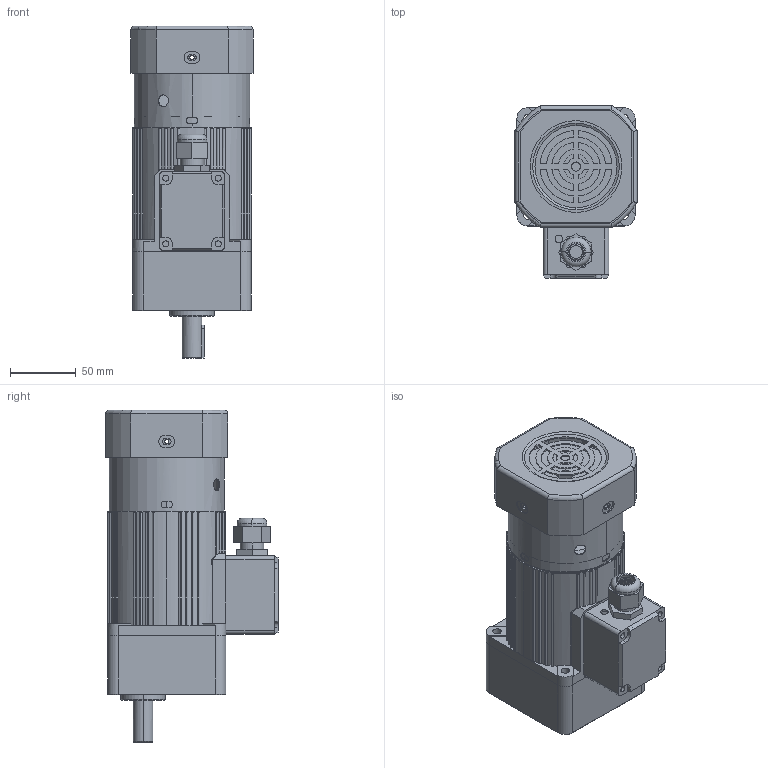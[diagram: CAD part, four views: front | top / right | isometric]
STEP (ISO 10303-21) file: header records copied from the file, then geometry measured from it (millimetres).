
FILE_DESCRIPTION (( 'STEP AP203' ), '1' );
FILE_NAME ('5IK40-60(R)-MFT+5GN3-18KB.STEP', '2020-01-09T05:51:18', ( 'Sky123.Org' ), ( 'Sky123.Org' ), 'SwSTEP 2.0', 'SolidWorks 2014', '' );
FILE_SCHEMA (( 'CONFIG_CONTROL_DESIGN' ));
Length unit declared in the file: millimetre
Products named in the file (10): NPT1-2つ踡芛; NPT1-2萇擢芛蚾饜极; 5GN3-18KB; 5IK40A; 5IK40-60(R)-MFT+5GN3-18KB; 90价陬ん欶褲; 90傻瑞欶褲; 峚倰萇儂諉盄碟02; NPT1-2萇擢芛
Assembly tree (9 placements, depth 3):
  5IK40-60(R)-MFT+5GN3-18KB
    5IK40A
    90价陬ん欶褲
    90傻瑞欶褲
    峚倰萇儂諉盄碟02
    NPT1-2萇擢芛蚾饜极
      NPT1-2萇擢芛
      NPT1-2つ踡芛
    5GN3-18KB
      5GN3-18KB
Bounding box: 93 x 131.5 x 253 mm (x, y, z)
Volume: 1110204.2 mm3; surface area: 203641.3 mm2
Topology: 7 solids, 7 shells, 801 faces, 2106 edges, 1353 vertices
Faces by surface type: cylinder 320, plane 319, torus 132, cone 28, bspline 2
Entity records: 28211 total; most frequent: CARTESIAN_POINT 6828, DIRECTION 4426, ORIENTED_EDGE 4212, EDGE_CURVE 2106, AXIS2_PLACEMENT_3D 1733, VERTEX_POINT 1353, LINE 960, VECTOR 960
